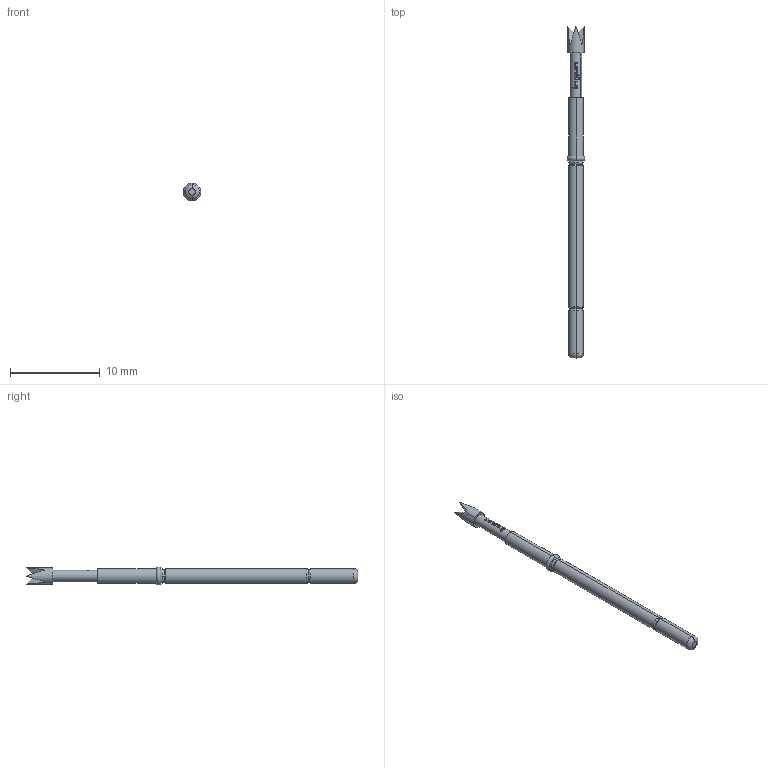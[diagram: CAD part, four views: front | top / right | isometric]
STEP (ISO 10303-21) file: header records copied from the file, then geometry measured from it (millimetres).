
FILE_DESCRIPTION (( 'STEP AP203' ), '1' );
FILE_NAME ('INGUN_GKS-912_214_180_A_xx07.STEP', '2021-09-29T12:29:17', ( 'ochi' ), ( '' ), 'SwSTEP 2.0', 'SolidWorks 2018', '' );
FILE_SCHEMA (( 'CONFIG_CONTROL_DESIGN' ));
Length unit declared in the file: millimetre
Products named in the file (1): INGUN_GKS-912_214_180_A_xx07
Bounding box: 2 x 37 x 2 mm (x, y, z)
Volume: 73.2 mm3; surface area: 194.8 mm2
Topology: 1 solids, 1 shells, 103 faces, 258 edges, 165 vertices
Faces by surface type: bspline 60, cylinder 18, plane 13, torus 12
Entity records: 4167 total; most frequent: CARTESIAN_POINT 2165, ORIENTED_EDGE 516, EDGE_CURVE 258, DIRECTION 196, B_SPLINE_CURVE_WITH_KNOTS 186, VERTEX_POINT 165, EDGE_LOOP 111, FACE_OUTER_BOUND 103
